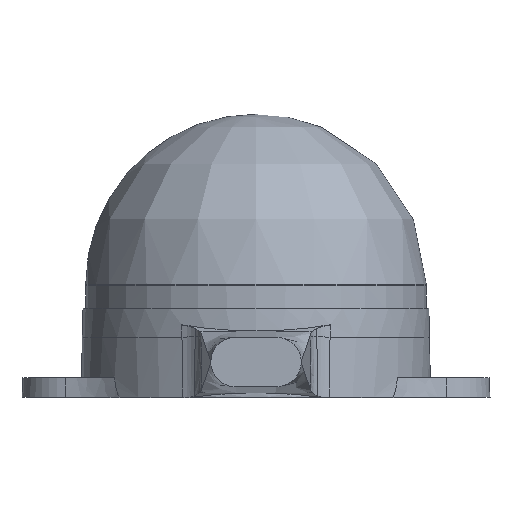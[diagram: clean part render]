
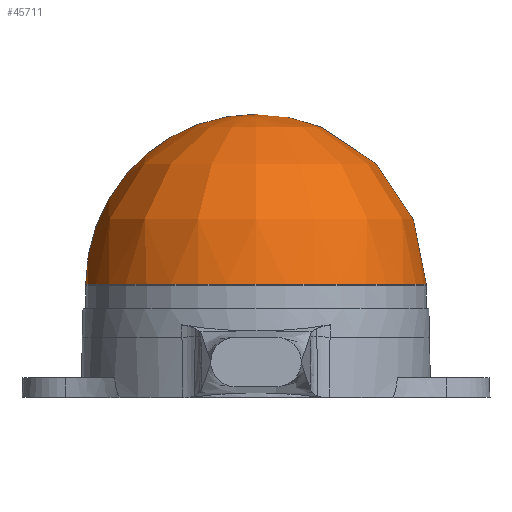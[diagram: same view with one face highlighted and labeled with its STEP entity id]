
A CAD part, top view. The second image highlights one B-rep face of the part: STEP entity #45711.
In plain terms, the highlighted free-form (B-spline) face has degree [2, 2] with [5, 9] control points.
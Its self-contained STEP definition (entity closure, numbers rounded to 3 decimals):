
#13760=FACE_OUTER_BOUND('',#16419,.T.);
#16419=EDGE_LOOP('',(#31806,#31807,#31808,#31809));
#19248=CIRCLE('',#48416,20.688);
#19249=CIRCLE('',#48417,20.688);
#19251=CIRCLE('',#48419,20.667);
#20286=VERTEX_POINT('',#63605);
#20287=VERTEX_POINT('',#63606);
#20288=VERTEX_POINT('',#63655);
#24766=EDGE_CURVE('',#20286,#20287,#19248,.T.);
#24767=EDGE_CURVE('',#20287,#20286,#19249,.T.);
#24769=EDGE_CURVE('',#20286,#20288,#19251,.T.);
#31806=ORIENTED_EDGE('',*,*,#24766,.T.);
#31807=ORIENTED_EDGE('',*,*,#24767,.T.);
#31808=ORIENTED_EDGE('',*,*,#24769,.T.);
#31809=ORIENTED_EDGE('',*,*,#24769,.F.);
#45691=(
BOUNDED_SURFACE()
B_SPLINE_SURFACE(2,2,((#63610,#63611,#63612,#63613,#63614,#63615,#63616,
#63617,#63618),(#63619,#63620,#63621,#63622,#63623,#63624,#63625,#63626,
#63627),(#63628,#63629,#63630,#63631,#63632,#63633,#63634,#63635,#63636),
(#63637,#63638,#63639,#63640,#63641,#63642,#63643,#63644,#63645),(#63646,
#63647,#63648,#63649,#63650,#63651,#63652,#63653,#63654)),.UNSPECIFIED.,
 .F.,.T.,.F.)
B_SPLINE_SURFACE_WITH_KNOTS((3,2,3),(3,2,2,2,3),(0.,
0.786,1.572),(-3.142,-1.571,
0.,1.571,3.142),.UNSPECIFIED.)
GEOMETRIC_REPRESENTATION_ITEM()
RATIONAL_B_SPLINE_SURFACE(((1.,0.707,1.,0.707,1.,
0.707,1.,0.707,1.),(0.924,0.653,
0.924,0.653,0.924,0.653,
0.924,0.653,0.924),(1.,0.707,
1.,0.707,1.,0.707,1.,0.707,1.),(0.924,
0.653,0.924,0.653,0.924,
0.653,0.924,0.653,0.924),
(1.,0.707,1.,0.707,1.,0.707,1.,0.707,
1.)))
REPRESENTATION_ITEM('')
SURFACE()
);
#45711=ADVANCED_FACE('',(#13760),#45691,.F.);
#48416=AXIS2_PLACEMENT_3D('',#63607,#51877,#51878);
#48417=AXIS2_PLACEMENT_3D('',#63608,#51879,#51880);
#48419=AXIS2_PLACEMENT_3D('',#63656,#51883,#51884);
#51877=DIRECTION('center_axis',(0.,0.,1.));
#51878=DIRECTION('ref_axis',(0.,1.,0.));
#51879=DIRECTION('center_axis',(0.,0.,1.));
#51880=DIRECTION('ref_axis',(0.,1.,0.));
#51883=DIRECTION('center_axis',(0.,1.,
0.));
#51884=DIRECTION('ref_axis',(-1.,0.,0.));
#63605=CARTESIAN_POINT('',(-20.688,6.905,6.903));
#63606=CARTESIAN_POINT('',(20.688,6.905,6.903));
#63607=CARTESIAN_POINT('Origin',(0.,6.905,6.903));
#63608=CARTESIAN_POINT('Origin',(0.,6.905,6.903));
#63610=CARTESIAN_POINT('Ctrl Pts',(-20.688,6.905,6.903));
#63611=CARTESIAN_POINT('Ctrl Pts',(-20.688,-13.783,
6.903));
#63612=CARTESIAN_POINT('Ctrl Pts',(0.,-13.783,
6.903));
#63613=CARTESIAN_POINT('Ctrl Pts',(20.688,-13.783,6.903));
#63614=CARTESIAN_POINT('Ctrl Pts',(20.688,6.905,6.903));
#63615=CARTESIAN_POINT('Ctrl Pts',(20.688,27.593,6.903));
#63616=CARTESIAN_POINT('Ctrl Pts',(0.,27.593,
6.903));
#63617=CARTESIAN_POINT('Ctrl Pts',(-20.688,27.593,6.903));
#63618=CARTESIAN_POINT('Ctrl Pts',(-20.688,6.905,6.903));
#63619=CARTESIAN_POINT('Ctrl Pts',(-20.69,6.905,15.471));
#63620=CARTESIAN_POINT('Ctrl Pts',(-20.69,-13.785,
15.471));
#63621=CARTESIAN_POINT('Ctrl Pts',(0.,-13.785,
15.471));
#63622=CARTESIAN_POINT('Ctrl Pts',(20.69,-13.785,15.471));
#63623=CARTESIAN_POINT('Ctrl Pts',(20.69,6.905,15.471));
#63624=CARTESIAN_POINT('Ctrl Pts',(20.69,27.595,15.471));
#63625=CARTESIAN_POINT('Ctrl Pts',(0.,27.595,
15.471));
#63626=CARTESIAN_POINT('Ctrl Pts',(-20.69,27.595,15.471));
#63627=CARTESIAN_POINT('Ctrl Pts',(-20.69,6.905,15.471));
#63628=CARTESIAN_POINT('Ctrl Pts',(-14.629,6.905,21.527));
#63629=CARTESIAN_POINT('Ctrl Pts',(-14.629,-7.724,
21.527));
#63630=CARTESIAN_POINT('Ctrl Pts',(0.,-7.724,
21.527));
#63631=CARTESIAN_POINT('Ctrl Pts',(14.629,-7.724,21.527));
#63632=CARTESIAN_POINT('Ctrl Pts',(14.629,6.905,21.527));
#63633=CARTESIAN_POINT('Ctrl Pts',(14.629,21.534,21.527));
#63634=CARTESIAN_POINT('Ctrl Pts',(0.,21.534,
21.527));
#63635=CARTESIAN_POINT('Ctrl Pts',(-14.629,21.534,21.527));
#63636=CARTESIAN_POINT('Ctrl Pts',(-14.629,6.905,21.527));
#63637=CARTESIAN_POINT('Ctrl Pts',(-8.568,6.905,27.584));
#63638=CARTESIAN_POINT('Ctrl Pts',(-8.568,-1.663,
27.584));
#63639=CARTESIAN_POINT('Ctrl Pts',(0.,-1.663,
27.584));
#63640=CARTESIAN_POINT('Ctrl Pts',(8.568,-1.663,27.584));
#63641=CARTESIAN_POINT('Ctrl Pts',(8.568,6.905,27.584));
#63642=CARTESIAN_POINT('Ctrl Pts',(8.568,15.473,27.584));
#63643=CARTESIAN_POINT('Ctrl Pts',(0.,15.473,
27.584));
#63644=CARTESIAN_POINT('Ctrl Pts',(-8.568,15.473,27.584));
#63645=CARTESIAN_POINT('Ctrl Pts',(-8.568,6.905,27.584));
#63646=CARTESIAN_POINT('Ctrl Pts',(0.,6.905,
27.575));
#63647=CARTESIAN_POINT('Ctrl Pts',(0.,6.905,
27.575));
#63648=CARTESIAN_POINT('Ctrl Pts',(0.,6.905,
27.575));
#63649=CARTESIAN_POINT('Ctrl Pts',(0.,6.905,
27.575));
#63650=CARTESIAN_POINT('Ctrl Pts',(0.,6.905,
27.575));
#63651=CARTESIAN_POINT('Ctrl Pts',(0.,6.905,
27.575));
#63652=CARTESIAN_POINT('Ctrl Pts',(0.,6.905,
27.575));
#63653=CARTESIAN_POINT('Ctrl Pts',(0.,6.905,
27.575));
#63654=CARTESIAN_POINT('Ctrl Pts',(0.,6.905,
27.575));
#63655=CARTESIAN_POINT('',(0.,6.905,27.575));
#63656=CARTESIAN_POINT('Origin',(-0.021,6.905,6.908));
